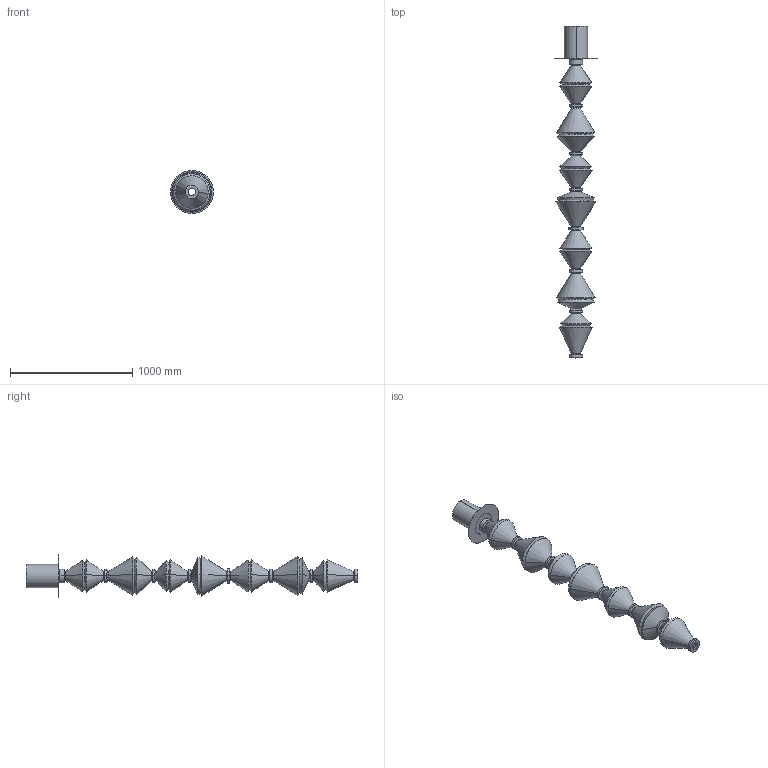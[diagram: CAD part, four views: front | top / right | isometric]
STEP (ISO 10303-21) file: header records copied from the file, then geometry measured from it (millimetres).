
FILE_DESCRIPTION (( 'STEP AP214' ), '1' );
FILE_NAME ('OIPHORIQUE T GR.STEP', '2016-05-03T18:09:07', ( 'Josep Sancho' ), ( '' ), 'SwSTEP 2.0', 'SolidWorks 2013', '' );
FILE_SCHEMA (( 'AUTOMOTIVE_DESIGN' ));
Length unit declared in the file: millimetre
Products named in the file (7): 021901200101 - ESPARRAGO ALLEN DIN913 M5X20MM PAVONADO; 054102100000 - TAPON HEMBRA GRAFILADO DIAM.6X17,5MM M5 NIQUEL; DIFUSOR OIPHORIQUE GR; CONJUNTO FLORON OÏPHORIQUE T GR; 026706300000 - DISCO DIAM.350X2MM 4XM4; 061702000000 - CILINDRO FLORON DIAM.190X265MM; OIPHORIQUE T GR
Assembly tree (7 placements, depth 3):
  OIPHORIQUE T GR
    CONJUNTO FLORON OÏPHORIQUE T GR
      061702000000 - CILINDRO FLORON DIAM.190X265MM
      026706300000 - DISCO DIAM.350X2MM 4XM4
    DIFUSOR OIPHORIQUE GR
    054102100000 - TAPON HEMBRA GRAFILADO DIAM.6X17,5MM M5 NIQUEL  x2
    021901200101 - ESPARRAGO ALLEN DIN913 M5X20MM PAVONADO
Bounding box: 350 x 2717 x 350 mm (x, y, z)
Volume: 33128499.6 mm3; surface area: 3638577 mm2
Topology: 7 solids, 7 shells, 500 faces, 1199 edges, 732 vertices
Faces by surface type: plane 205, cylinder 171, cone 120, torus 4
Entity records: 11784 total; most frequent: DIRECTION 2195, CARTESIAN_POINT 1917, ORIENTED_EDGE 1874, EDGE_CURVE 937, AXIS2_PLACEMENT_3D 838, VERTEX_POINT 560, LINE 519, VECTOR 519
